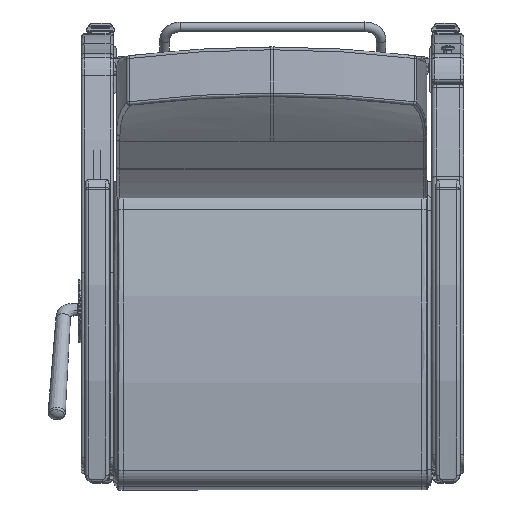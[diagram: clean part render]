
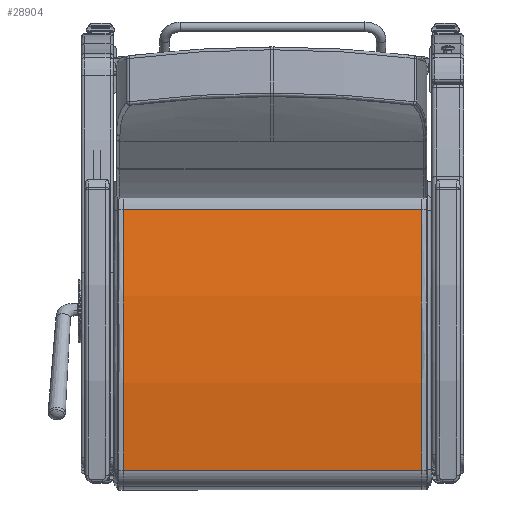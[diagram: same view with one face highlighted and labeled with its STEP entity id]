
A CAD part, front view. The second image highlights one B-rep face of the part: STEP entity #28904.
In plain terms, the highlighted free-form (B-spline) face has degree [1, 2] with [2, 3] control points.
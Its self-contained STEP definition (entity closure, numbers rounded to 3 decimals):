
#1224=(
BOUNDED_SURFACE()
B_SPLINE_SURFACE(1,2,((#44638,#44639,#44640),(#44641,#44642,#44643)),
 .UNSPECIFIED.,.F.,.F.,.F.)
B_SPLINE_SURFACE_WITH_KNOTS((2,2),(3,3),(-0.193,0.193),
(1.362,1.699),.UNSPECIFIED.)
GEOMETRIC_REPRESENTATION_ITEM()
RATIONAL_B_SPLINE_SURFACE(((1.,0.986,1.),(1.,0.986,
1.)))
REPRESENTATION_ITEM('')
SURFACE()
);
#1262=ELLIPSE('',#31038,60.054,60.);
#1274=ELLIPSE('',#31080,60.054,60.);
#3144=FACE_OUTER_BOUND('',#4815,.T.);
#4815=EDGE_LOOP('',(#20383,#20384,#20385,#20386));
#6793=LINE('',#44637,#8947);
#6794=LINE('',#44644,#8948);
#8947=VECTOR('',#34862,0.394);
#8948=VECTOR('',#34863,0.394);
#12670=VERTEX_POINT('',#43810);
#12671=VERTEX_POINT('',#43833);
#12711=VERTEX_POINT('',#44050);
#12712=VERTEX_POINT('',#44073);
#15689=EDGE_CURVE('',#12671,#12670,#1262,.T.);
#15748=EDGE_CURVE('',#12712,#12711,#1274,.T.);
#15828=EDGE_CURVE('',#12670,#12712,#6793,.T.);
#15829=EDGE_CURVE('',#12671,#12711,#6794,.T.);
#20383=ORIENTED_EDGE('',*,*,#15689,.F.);
#20384=ORIENTED_EDGE('',*,*,#15829,.T.);
#20385=ORIENTED_EDGE('',*,*,#15748,.F.);
#20386=ORIENTED_EDGE('',*,*,#15828,.F.);
#28904=ADVANCED_FACE('',(#3144),#1224,.F.);
#31038=AXIS2_PLACEMENT_3D('',#43835,#34615,#34616);
#31080=AXIS2_PLACEMENT_3D('',#44075,#34724,#34725);
#34615=DIRECTION('center_axis',(0.,0.,-1.));
#34616=DIRECTION('ref_axis',(1.,0.,0.));
#34724=DIRECTION('center_axis',(0.,0.,1.));
#34725=DIRECTION('ref_axis',(1.,0.,0.));
#34862=DIRECTION('',(0.,0.,1.));
#34863=DIRECTION('',(0.,0.,1.));
#43810=CARTESIAN_POINT('',(10.111,0.445,-11.563));
#43833=CARTESIAN_POINT('',(-10.045,1.256,-11.563));
#43835=CARTESIAN_POINT('Origin',(-2.35,-58.249,-11.563));
#44050=CARTESIAN_POINT('',(-10.045,1.256,11.563));
#44073=CARTESIAN_POINT('',(10.111,0.445,11.563));
#44075=CARTESIAN_POINT('Origin',(-2.35,-58.249,11.563));
#44637=CARTESIAN_POINT('',(10.111,0.445,0.));
#44638=CARTESIAN_POINT('Ctrl Pts',(10.111,0.445,-11.563));
#44639=CARTESIAN_POINT('Ctrl Pts',(0.103,2.566,-11.563));
#44640=CARTESIAN_POINT('Ctrl Pts',(-10.045,1.256,-11.563));
#44641=CARTESIAN_POINT('Ctrl Pts',(10.111,0.445,11.563));
#44642=CARTESIAN_POINT('Ctrl Pts',(0.103,2.566,11.563));
#44643=CARTESIAN_POINT('Ctrl Pts',(-10.045,1.256,11.563));
#44644=CARTESIAN_POINT('',(-10.045,1.256,0.));
